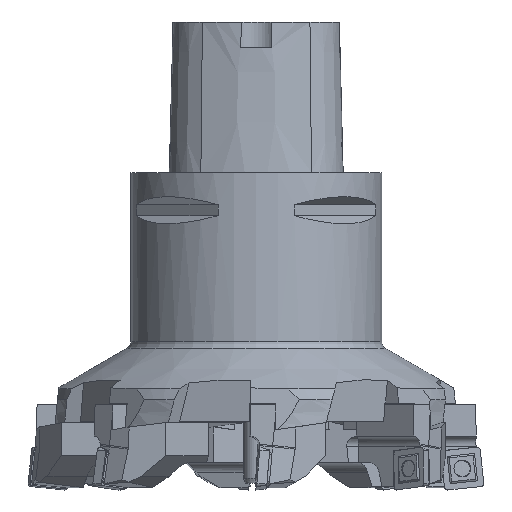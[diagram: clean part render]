
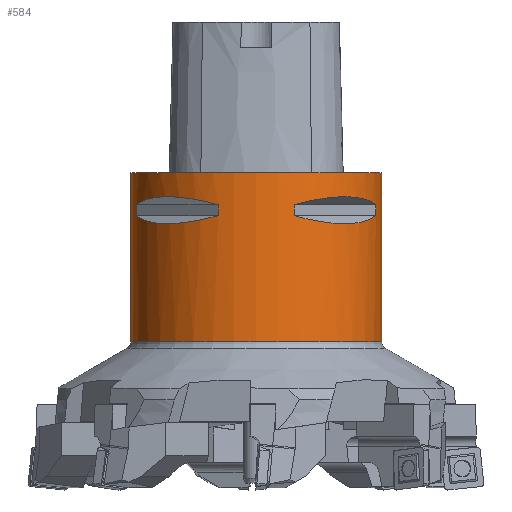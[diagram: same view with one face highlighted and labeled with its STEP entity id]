
A CAD part, front view. The second image highlights one B-rep face of the part: STEP entity #584.
In plain terms, the highlighted cylindrical face has radius 40 mm (diameter 80 mm), a full revolution.
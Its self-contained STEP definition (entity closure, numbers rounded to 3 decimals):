
#584=ADVANCED_FACE('',(#1456,#1457,#1458,#1459,#1460,#1461),#774,.T.);
#774=CYLINDRICAL_SURFACE('',#3860,40.);
#792=ELLIPSE('',#3851,46.188,40.);
#793=ELLIPSE('',#3852,46.188,40.);
#794=ELLIPSE('',#3853,46.188,40.);
#795=ELLIPSE('',#3854,46.188,40.);
#796=ELLIPSE('',#3856,46.188,40.);
#797=ELLIPSE('',#3857,46.188,40.);
#798=ELLIPSE('',#3858,46.188,40.);
#799=ELLIPSE('',#3859,46.188,40.);
#846=LINE('',#5238,#1151);
#847=LINE('',#5243,#1152);
#848=LINE('',#5246,#1153);
#849=LINE('',#5251,#1154);
#850=LINE('',#5256,#1155);
#851=LINE('',#5261,#1156);
#852=LINE('',#5264,#1157);
#853=LINE('',#5269,#1158);
#1151=VECTOR('',#4220,1.);
#1152=VECTOR('',#4223,1.);
#1153=VECTOR('',#4226,1.);
#1154=VECTOR('',#4229,1.);
#1155=VECTOR('',#4234,1.);
#1156=VECTOR('',#4237,1.);
#1157=VECTOR('',#4240,1.);
#1158=VECTOR('',#4243,1.);
#1456=FACE_BOUND('',#1522,.T.);
#1457=FACE_BOUND('',#1523,.T.);
#1458=FACE_BOUND('',#1524,.T.);
#1459=FACE_BOUND('',#1525,.T.);
#1460=FACE_BOUND('',#1526,.T.);
#1461=FACE_BOUND('',#1527,.T.);
#1522=EDGE_LOOP('',(#1747));
#1523=EDGE_LOOP('',(#1748,#1749,#1750,#1751));
#1524=EDGE_LOOP('',(#1752,#1753,#1754,#1755));
#1525=EDGE_LOOP('',(#1756));
#1526=EDGE_LOOP('',(#1757,#1758,#1759,#1760));
#1527=EDGE_LOOP('',(#1761,#1762,#1763,#1764));
#1747=ORIENTED_EDGE('',*,*,#3102,.T.);
#1748=ORIENTED_EDGE('',*,*,#3103,.T.);
#1749=ORIENTED_EDGE('',*,*,#3104,.T.);
#1750=ORIENTED_EDGE('',*,*,#3105,.T.);
#1751=ORIENTED_EDGE('',*,*,#3106,.T.);
#1752=ORIENTED_EDGE('',*,*,#3107,.T.);
#1753=ORIENTED_EDGE('',*,*,#3108,.T.);
#1754=ORIENTED_EDGE('',*,*,#3109,.T.);
#1755=ORIENTED_EDGE('',*,*,#3110,.T.);
#1756=ORIENTED_EDGE('',*,*,#3111,.T.);
#1757=ORIENTED_EDGE('',*,*,#3112,.T.);
#1758=ORIENTED_EDGE('',*,*,#3113,.T.);
#1759=ORIENTED_EDGE('',*,*,#3114,.T.);
#1760=ORIENTED_EDGE('',*,*,#3115,.T.);
#1761=ORIENTED_EDGE('',*,*,#3116,.T.);
#1762=ORIENTED_EDGE('',*,*,#3117,.T.);
#1763=ORIENTED_EDGE('',*,*,#3118,.T.);
#1764=ORIENTED_EDGE('',*,*,#3119,.T.);
#2751=VERTEX_POINT('',#5237);
#2752=VERTEX_POINT('',#5239);
#2753=VERTEX_POINT('',#5240);
#2754=VERTEX_POINT('',#5242);
#2755=VERTEX_POINT('',#5244);
#2756=VERTEX_POINT('',#5247);
#2757=VERTEX_POINT('',#5248);
#2758=VERTEX_POINT('',#5250);
#2759=VERTEX_POINT('',#5252);
#2760=VERTEX_POINT('',#5255);
#2761=VERTEX_POINT('',#5257);
#2762=VERTEX_POINT('',#5258);
#2763=VERTEX_POINT('',#5260);
#2764=VERTEX_POINT('',#5262);
#2765=VERTEX_POINT('',#5265);
#2766=VERTEX_POINT('',#5266);
#2767=VERTEX_POINT('',#5268);
#2768=VERTEX_POINT('',#5270);
#3102=EDGE_CURVE('',#2751,#2751,#3604,.T.);
#3103=EDGE_CURVE('',#2752,#2753,#846,.T.);
#3104=EDGE_CURVE('',#2753,#2754,#792,.T.);
#3105=EDGE_CURVE('',#2754,#2755,#847,.T.);
#3106=EDGE_CURVE('',#2755,#2752,#793,.T.);
#3107=EDGE_CURVE('',#2756,#2757,#848,.T.);
#3108=EDGE_CURVE('',#2757,#2758,#794,.T.);
#3109=EDGE_CURVE('',#2758,#2759,#849,.T.);
#3110=EDGE_CURVE('',#2759,#2756,#795,.T.);
#3111=EDGE_CURVE('',#2760,#2760,#3605,.T.);
#3112=EDGE_CURVE('',#2761,#2762,#850,.T.);
#3113=EDGE_CURVE('',#2762,#2763,#796,.T.);
#3114=EDGE_CURVE('',#2763,#2764,#851,.T.);
#3115=EDGE_CURVE('',#2764,#2761,#797,.T.);
#3116=EDGE_CURVE('',#2765,#2766,#852,.T.);
#3117=EDGE_CURVE('',#2766,#2767,#798,.T.);
#3118=EDGE_CURVE('',#2767,#2768,#853,.T.);
#3119=EDGE_CURVE('',#2768,#2765,#799,.T.);
#3604=CIRCLE('',#3850,40.);
#3605=CIRCLE('',#3855,40.);
#3850=AXIS2_PLACEMENT_3D('',#5236,#4218,#4219);
#3851=AXIS2_PLACEMENT_3D('',#5241,#4221,#4222);
#3852=AXIS2_PLACEMENT_3D('',#5245,#4224,#4225);
#3853=AXIS2_PLACEMENT_3D('',#5249,#4227,#4228);
#3854=AXIS2_PLACEMENT_3D('',#5253,#4230,#4231);
#3855=AXIS2_PLACEMENT_3D('',#5254,#4232,#4233);
#3856=AXIS2_PLACEMENT_3D('',#5259,#4235,#4236);
#3857=AXIS2_PLACEMENT_3D('',#5263,#4238,#4239);
#3858=AXIS2_PLACEMENT_3D('',#5267,#4241,#4242);
#3859=AXIS2_PLACEMENT_3D('',#5271,#4244,#4245);
#3860=AXIS2_PLACEMENT_3D('',#5272,#4246,#4247);
#4218=DIRECTION('',(0.,0.,1.));
#4219=DIRECTION('',(1.,0.,0.));
#4220=DIRECTION('',(0.,0.,1.));
#4221=DIRECTION('',(-0.354,-0.354,0.866));
#4222=DIRECTION('',(-0.612,-0.612,-0.5));
#4223=DIRECTION('',(0.,0.,-1.));
#4224=DIRECTION('',(-0.354,-0.354,-0.866));
#4225=DIRECTION('',(0.612,0.612,-0.5));
#4226=DIRECTION('',(0.,0.,1.));
#4227=DIRECTION('',(0.354,0.354,0.866));
#4228=DIRECTION('',(0.612,0.612,-0.5));
#4229=DIRECTION('',(0.,0.,-1.));
#4230=DIRECTION('',(0.354,0.354,-0.866));
#4231=DIRECTION('',(-0.612,-0.612,-0.5));
#4232=DIRECTION('',(0.,0.,-1.));
#4233=DIRECTION('',(-1.,0.,0.));
#4234=DIRECTION('',(0.,0.,1.));
#4235=DIRECTION('',(0.354,-0.354,0.866));
#4236=DIRECTION('',(0.612,-0.612,-0.5));
#4237=DIRECTION('',(0.,0.,-1.));
#4238=DIRECTION('',(0.354,-0.354,-0.866));
#4239=DIRECTION('',(-0.612,0.612,-0.5));
#4240=DIRECTION('',(0.,0.,1.));
#4241=DIRECTION('',(-0.354,0.354,0.866));
#4242=DIRECTION('',(-0.612,0.612,-0.5));
#4243=DIRECTION('',(0.,0.,-1.));
#4244=DIRECTION('',(-0.354,0.354,-0.866));
#4245=DIRECTION('',(0.612,-0.612,-0.5));
#4246=DIRECTION('',(0.,0.,1.));
#4247=DIRECTION('',(1.,0.,0.));
#5236=CARTESIAN_POINT('',(0.,0.,-53.924));
#5237=CARTESIAN_POINT('',(40.,0.,-53.924));
#5238=CARTESIAN_POINT('',(38.115,12.133,0.));
#5239=CARTESIAN_POINT('',(38.115,12.133,-13.75));
#5240=CARTESIAN_POINT('',(38.115,12.133,-10.25));
#5241=CARTESIAN_POINT('',(0.,0.,-30.764));
#5242=CARTESIAN_POINT('',(12.133,38.115,-10.25));
#5243=CARTESIAN_POINT('',(12.133,38.115,0.));
#5244=CARTESIAN_POINT('',(12.133,38.115,-13.75));
#5245=CARTESIAN_POINT('',(0.,0.,6.764));
#5246=CARTESIAN_POINT('',(-38.115,-12.133,0.));
#5247=CARTESIAN_POINT('',(-38.115,-12.133,-13.75));
#5248=CARTESIAN_POINT('',(-38.115,-12.133,-10.25));
#5249=CARTESIAN_POINT('',(0.,0.,-30.764));
#5250=CARTESIAN_POINT('',(-12.133,-38.115,-10.25));
#5251=CARTESIAN_POINT('',(-12.133,-38.115,0.));
#5252=CARTESIAN_POINT('',(-12.133,-38.115,-13.75));
#5253=CARTESIAN_POINT('',(0.,0.,6.764));
#5254=CARTESIAN_POINT('',(0.,0.,0.));
#5255=CARTESIAN_POINT('',(-40.,0.,0.));
#5256=CARTESIAN_POINT('',(-12.133,38.115,0.));
#5257=CARTESIAN_POINT('',(-12.133,38.115,-13.75));
#5258=CARTESIAN_POINT('',(-12.133,38.115,-10.25));
#5259=CARTESIAN_POINT('',(0.,0.,-30.764));
#5260=CARTESIAN_POINT('',(-38.115,12.133,-10.25));
#5261=CARTESIAN_POINT('',(-38.115,12.133,0.));
#5262=CARTESIAN_POINT('',(-38.115,12.133,-13.75));
#5263=CARTESIAN_POINT('',(0.,0.,6.764));
#5264=CARTESIAN_POINT('',(12.133,-38.115,0.));
#5265=CARTESIAN_POINT('',(12.133,-38.115,-13.75));
#5266=CARTESIAN_POINT('',(12.133,-38.115,-10.25));
#5267=CARTESIAN_POINT('',(0.,0.,-30.764));
#5268=CARTESIAN_POINT('',(38.115,-12.133,-10.25));
#5269=CARTESIAN_POINT('',(38.115,-12.133,0.));
#5270=CARTESIAN_POINT('',(38.115,-12.133,-13.75));
#5271=CARTESIAN_POINT('',(0.,0.,6.764));
#5272=CARTESIAN_POINT('',(0.,0.,26.));
